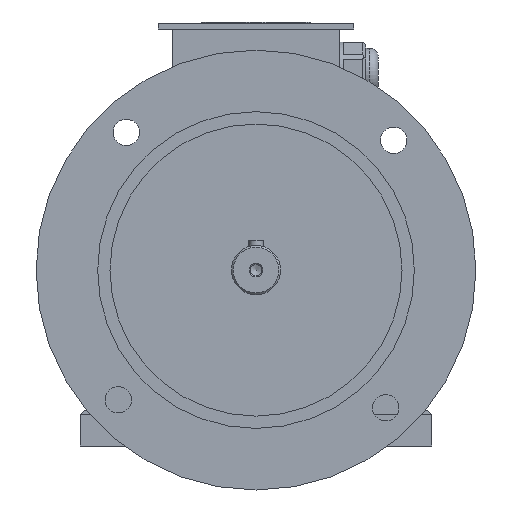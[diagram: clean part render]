
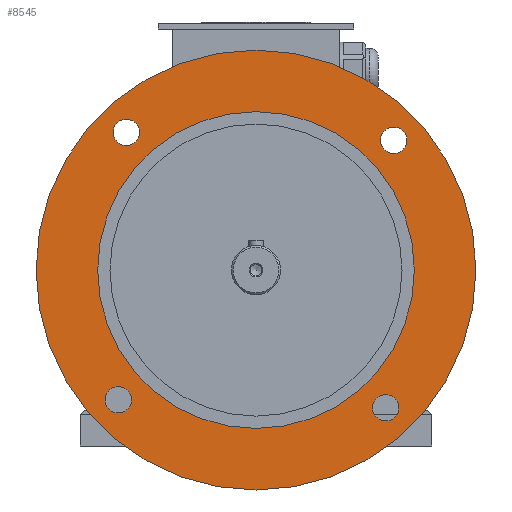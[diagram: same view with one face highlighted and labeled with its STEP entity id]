
A CAD part, front view. The second image highlights one B-rep face of the part: STEP entity #8545.
In plain terms, the highlighted planar face has unit normal (0, -1, 0).
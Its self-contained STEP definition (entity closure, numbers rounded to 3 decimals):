
#210=CIRCLE('',#8910,7.5);
#212=CIRCLE('',#8913,7.5);
#214=CIRCLE('',#8916,7.5);
#219=CIRCLE('',#8923,90.);
#223=CIRCLE('',#8930,125.);
#224=CIRCLE('',#8932,7.5);
#480=ORIENTED_EDGE('',*,*,#2246,.F.);
#481=ORIENTED_EDGE('',*,*,#2248,.F.);
#482=ORIENTED_EDGE('',*,*,#2250,.F.);
#483=ORIENTED_EDGE('',*,*,#2260,.F.);
#484=ORIENTED_EDGE('',*,*,#2259,.F.);
#485=ORIENTED_EDGE('',*,*,#2255,.T.);
#2246=EDGE_CURVE('',#3139,#3139,#210,.T.);
#2248=EDGE_CURVE('',#3141,#3141,#212,.T.);
#2250=EDGE_CURVE('',#3143,#3143,#214,.T.);
#2255=EDGE_CURVE('',#3148,#3148,#219,.T.);
#2259=EDGE_CURVE('',#3152,#3152,#223,.T.);
#2260=EDGE_CURVE('',#3153,#3153,#224,.T.);
#3139=VERTEX_POINT('',#11380);
#3141=VERTEX_POINT('',#11385);
#3143=VERTEX_POINT('',#11390);
#3148=VERTEX_POINT('',#11402);
#3152=VERTEX_POINT('',#11413);
#3153=VERTEX_POINT('',#11416);
#4900=EDGE_LOOP('',(#480));
#4901=EDGE_LOOP('',(#481));
#4902=EDGE_LOOP('',(#482));
#4903=EDGE_LOOP('',(#483));
#4904=EDGE_LOOP('',(#484));
#4905=EDGE_LOOP('',(#485));
#5340=FACE_BOUND('',#4900,.T.);
#5341=FACE_BOUND('',#4901,.T.);
#5342=FACE_BOUND('',#4902,.T.);
#5343=FACE_BOUND('',#4903,.T.);
#5344=FACE_BOUND('',#4904,.T.);
#5345=FACE_BOUND('',#4905,.T.);
#5761=PLANE('',#8931);
#8545=ADVANCED_FACE('',(#5340,#5341,#5342,#5343,#5344,#5345),#5761,.F.);
#8910=AXIS2_PLACEMENT_3D('',#11379,#9556,#9557);
#8913=AXIS2_PLACEMENT_3D('',#11384,#9562,#9563);
#8916=AXIS2_PLACEMENT_3D('',#11389,#9568,#9569);
#8923=AXIS2_PLACEMENT_3D('',#11401,#9582,#9583);
#8930=AXIS2_PLACEMENT_3D('',#11412,#9596,#9597);
#8931=AXIS2_PLACEMENT_3D('',#11414,#9598,#9599);
#8932=AXIS2_PLACEMENT_3D('',#11415,#9600,#9601);
#9556=DIRECTION('',(0.,-1.,0.));
#9557=DIRECTION('',(0.,0.,1.));
#9562=DIRECTION('',(0.,-1.,0.));
#9563=DIRECTION('',(-1.,0.,0.));
#9568=DIRECTION('',(0.,-1.,0.));
#9569=DIRECTION('',(0.,0.,-1.));
#9582=DIRECTION('',(0.,1.,0.));
#9583=DIRECTION('',(0.,0.,1.));
#9596=DIRECTION('',(0.,1.,0.));
#9597=DIRECTION('',(1.,0.,0.));
#9598=DIRECTION('',(0.,1.,0.));
#9599=DIRECTION('',(0.,0.,1.));
#9600=DIRECTION('',(0.,-1.,0.));
#9601=DIRECTION('',(1.,0.,0.));
#11379=CARTESIAN_POINT('',(-78.247,-35.,-73.707));
#11380=CARTESIAN_POINT('',(-78.247,-35.,-66.207));
#11384=CARTESIAN_POINT('',(73.707,-35.,-78.247));
#11385=CARTESIAN_POINT('',(66.207,-35.,-78.247));
#11389=CARTESIAN_POINT('',(78.247,-35.,73.707));
#11390=CARTESIAN_POINT('',(78.247,-35.,66.207));
#11401=CARTESIAN_POINT('',(0.,-35.,0.));
#11402=CARTESIAN_POINT('',(0.,-35.,90.));
#11412=CARTESIAN_POINT('',(0.,-35.,0.));
#11413=CARTESIAN_POINT('',(125.,-35.,0.));
#11414=CARTESIAN_POINT('',(0.,-35.,0.));
#11415=CARTESIAN_POINT('',(-73.707,-35.,78.247));
#11416=CARTESIAN_POINT('',(-66.207,-35.,78.247));
